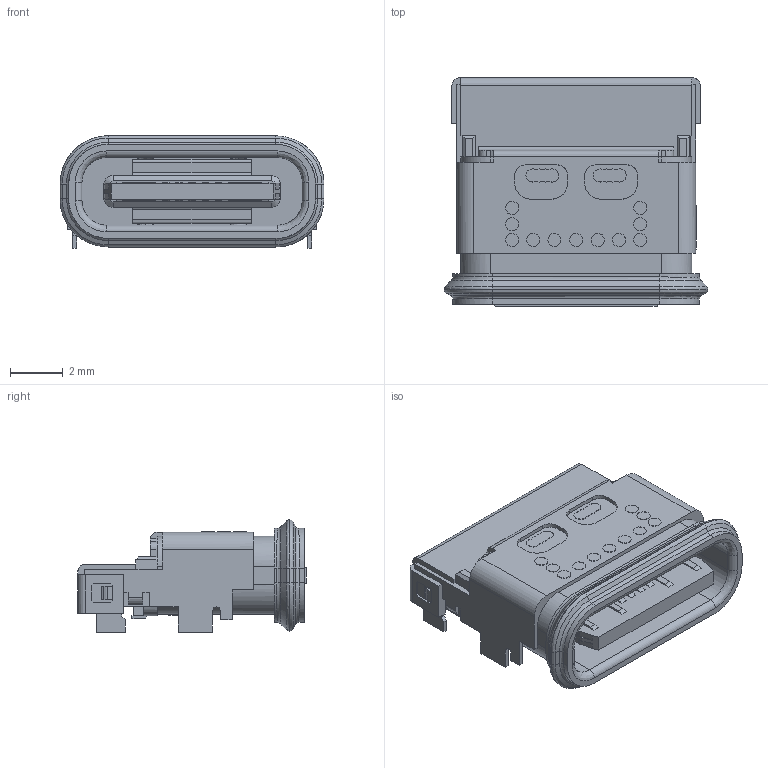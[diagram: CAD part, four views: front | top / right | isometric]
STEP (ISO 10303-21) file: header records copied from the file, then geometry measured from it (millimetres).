
FILE_DESCRIPTION (( 'STEP AP214' ), '1' );
FILE_NAME ('2036150003.STEP', '2023-02-28T17:34:40', ( '' ), ( '' ), 'SwSTEP 2.0', 'SolidWorks 2022', '' );
FILE_SCHEMA (( 'AUTOMOTIVE_DESIGN' ));
Length unit declared in the file: inch
Products named in the file (1): 2036150003
Bounding box: 9.99 x 8.65 x 4.25 mm (x, y, z)
Surface area: 556.4 mm2 (no closed solid volume)
Topology: 0 solids, 2 shells, 672 faces, 1790 edges, 1150 vertices
Faces by surface type: plane 386, cylinder 233, bspline 40, cone 13
Entity records: 24121 total; most frequent: CARTESIAN_POINT 8471, ORIENTED_EDGE 3579, DIRECTION 2649, EDGE_CURVE 1791, VECTOR 1221, LINE 1221, VERTEX_POINT 1151, AXIS2_PLACEMENT_3D 714
